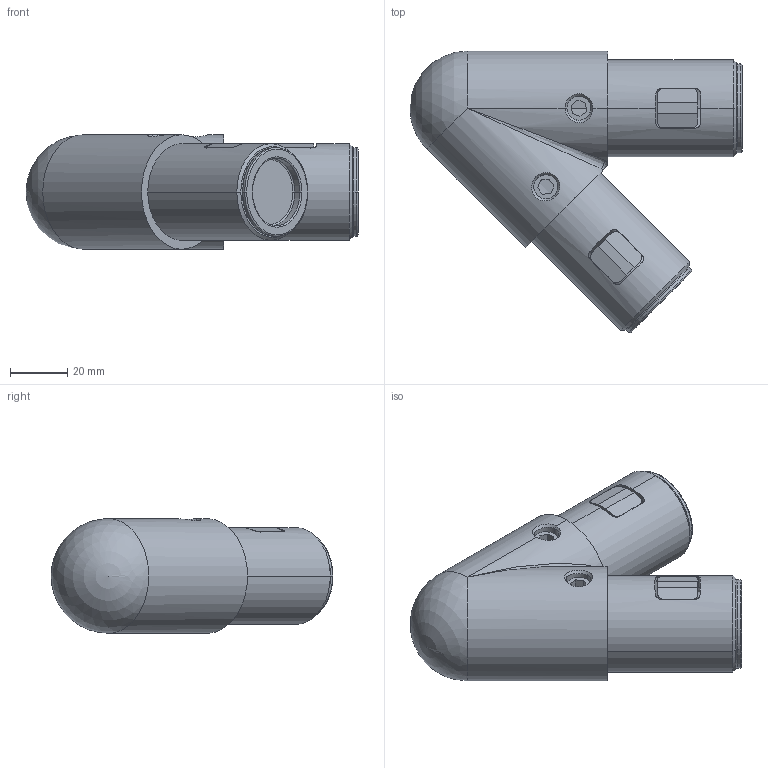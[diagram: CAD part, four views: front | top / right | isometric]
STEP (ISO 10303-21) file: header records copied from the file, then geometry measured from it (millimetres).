
FILE_DESCRIPTION (( 'STEP AP214' ), '1' );
FILE_NAME ('AL-SPS.JC40.V V-êîííåêòîð.STEP', '2026-02-06T07:55:10', ( '' ), ( '' ), 'SwSTEP 2.0', 'SolidWorks 2021', '' );
FILE_SCHEMA (( 'AUTOMOTIVE_DESIGN' ));
Length unit declared in the file: millimetre
Products named in the file (1): AL-SPS.JC40.V V-êîííåêòîð
Bounding box: 116.04 x 98.51 x 40 mm (x, y, z)
Surface area: 29256.6 mm2 (no closed solid volume)
Topology: 0 solids, 8 shells, 120 faces, 332 edges, 219 vertices
Faces by surface type: plane 47, cylinder 41, torus 16, cone 8, bspline 7, sphere 1
Entity records: 8446 total; most frequent: CARTESIAN_POINT 4231, DIRECTION 577, ORIENTED_EDGE 574, EDGE_CURVE 327, VERTEX_POINT 217, AXIS2_PLACEMENT_3D 210, LINE 157, VECTOR 157
